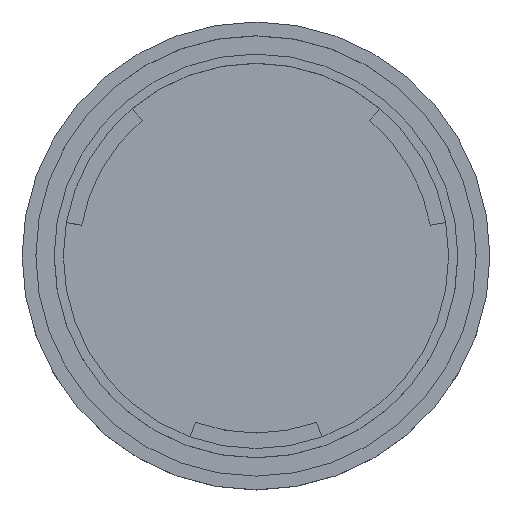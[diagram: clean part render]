
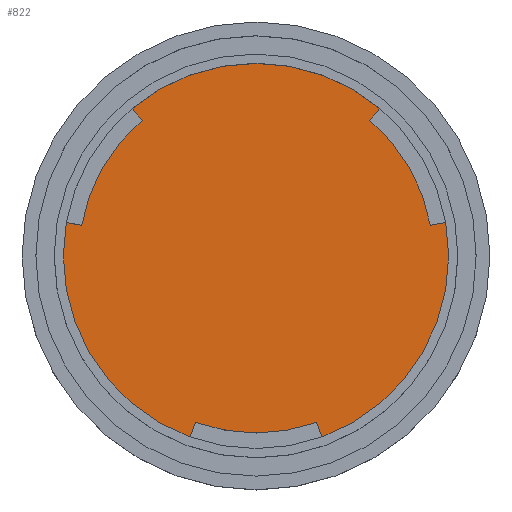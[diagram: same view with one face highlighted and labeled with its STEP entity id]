
A CAD part, top view. The second image highlights one B-rep face of the part: STEP entity #822.
In plain terms, the highlighted planar face has unit normal (0, 0, 1).
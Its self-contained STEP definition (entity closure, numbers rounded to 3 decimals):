
#291=ORIENTED_EDGE('',*,*,#442,.T.);
#442=EDGE_CURVE('',#546,#546,#613,.F.);
#546=VERTEX_POINT('',#1215);
#613=CIRCLE('',#884,21.);
#659=EDGE_LOOP('',(#291));
#727=FACE_BOUND('',#659,.T.);
#776=PLANE('',#909);
#822=ADVANCED_FACE('',(#727),#776,.F.);
#884=AXIS2_PLACEMENT_3D('',#1214,#987,#988);
#909=AXIS2_PLACEMENT_3D('',#1311,#1049,#1050);
#987=DIRECTION('',(0.,0.,-1.));
#988=DIRECTION('',(0.,1.,0.));
#1049=DIRECTION('',(0.,0.,-1.));
#1050=DIRECTION('',(-0.643,-0.766,0.));
#1214=CARTESIAN_POINT('',(0.,0.,3.));
#1215=CARTESIAN_POINT('',(0.,21.,3.));
#1311=CARTESIAN_POINT('',(99.586,-83.562,3.));
